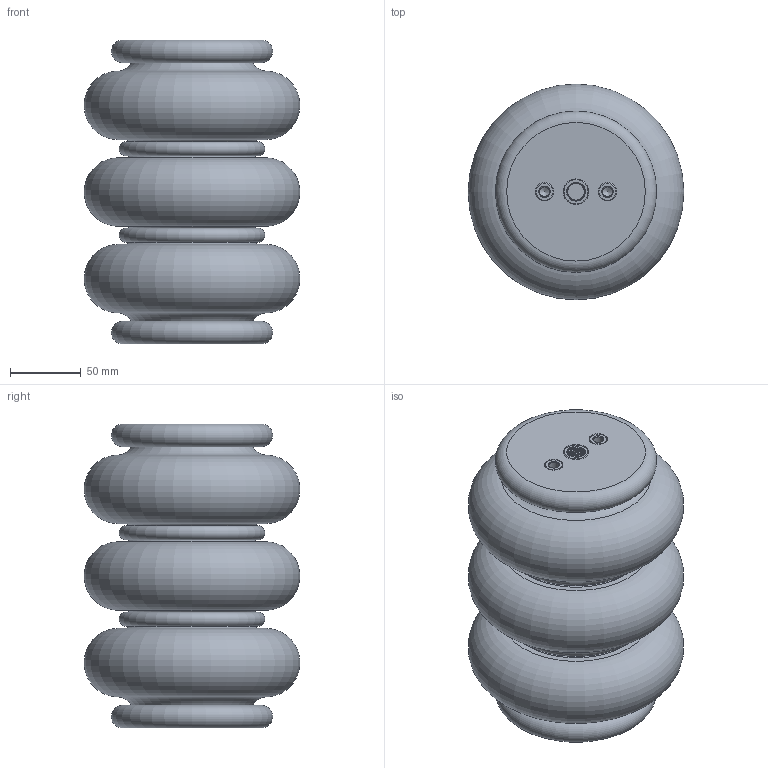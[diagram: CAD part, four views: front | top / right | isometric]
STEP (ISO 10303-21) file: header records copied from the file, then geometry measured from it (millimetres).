
FILE_DESCRIPTION(/* description */ (''),/* implementation_level */ '2;1');
FILE_NAME(/* name */ '6W-6x3-03.stp',/* time_stamp */ '2021-06-07T09:08:45+02:00',/* author */ (''),/* organization */ (''),/* preprocessor_version */ 'ST-DEVELOPER v18.1',/* originating_system */ 'SIEMENS PLM Software NX 1965',/* authorisation */ '');
FILE_SCHEMA (('AP203_CONFIGURATION_CONTROLLED_3D_DESIGN_OF_MECHANICAL_PARTS_AND_ASSEMBLIES_MIM_LF { 1 0 10303 403 2 1 2}'));
Length unit declared in the file: millimetre
Products named in the file (1): hoff22A0F03Dbezv
Bounding box: 152.39 x 152.39 x 214.77 mm (x, y, z)
Volume: 740179.7 mm3; surface area: 375583.9 mm2
Topology: 12 solids, 14 shells, 114 faces, 208 edges, 125 vertices
Faces by surface type: torus 38, plane 31, cone 22, cylinder 21, bspline 2
Full cylindrical faces by diameter (mm): 6.8 x4, 13 x8, 15 x4, 18 x2, 20 x1
Entity records: 4283 total; most frequent: CARTESIAN_POINT 2193, DIRECTION 438, ORIENTED_EDGE 228, AXIS2_PLACEMENT_3D 219, FACE_BOUND 208, EDGE_LOOP 208, VERTEX_POINT 118, ADVANCED_FACE 114
